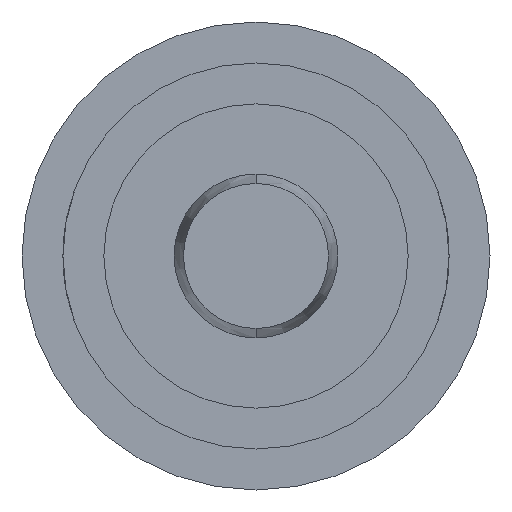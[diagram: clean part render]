
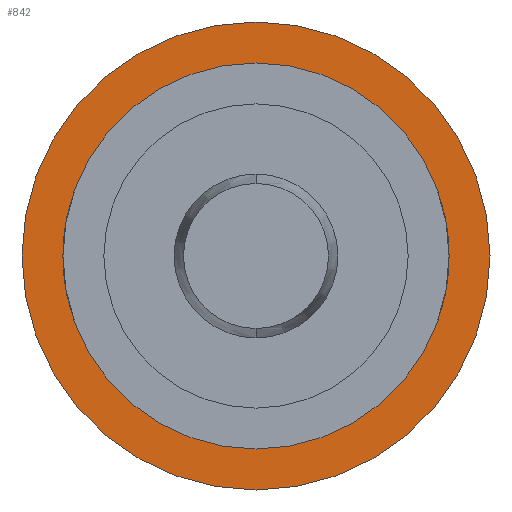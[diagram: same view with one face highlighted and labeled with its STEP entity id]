
A CAD part, front view. The second image highlights one B-rep face of the part: STEP entity #842.
In plain terms, the highlighted planar face has unit normal (0, -1, 0).
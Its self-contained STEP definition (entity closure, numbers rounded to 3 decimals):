
#67 = EDGE_CURVE ( 'Defeature ausgef�hrt4_7+Defeature ausgef�hrt4_6+Defeature ausgef�hrt4_6+Defeature ausgef�hrt4_6', #848, #2522, #2516, .T. ) ;
#165 = ORIENTED_EDGE ( 'NONE', *, *, #3289, .T. ) ;
#296 = EDGE_LOOP ( 'NONE', ( #165, #845 ) ) ;
#322 = DIRECTION ( 'NONE',  ( 0., 1., 0. ) ) ;
#327 = CARTESIAN_POINT ( 'NONE',  ( 0., 28., 0. ) ) ;
#350 = AXIS2_PLACEMENT_3D ( 'NONE', #327, #2362, #2663 ) ;
#426 = FACE_OUTER_BOUND ( 'NONE', #925, .T. ) ;
#432 = ORIENTED_EDGE ( 'NONE', *, *, #1730, .F. ) ;
#576 = PLANE ( 'NONE',  #3280 ) ;
#842 = ADVANCED_FACE ( 'Defeature ausgef�hrt4_6', ( #426, #1249 ), #576, .F. ) ;
#845 = ORIENTED_EDGE ( 'NONE', *, *, #2138, .T. ) ;
#848 = VERTEX_POINT ( 'NONE', #1441 ) ;
#925 = EDGE_LOOP ( 'NONE', ( #3295, #432 ) ) ;
#954 = VERTEX_POINT ( 'NONE', #3222 ) ;
#1040 = CARTESIAN_POINT ( 'NONE',  ( 0., 28., -0.825 ) ) ;
#1249 = FACE_BOUND ( 'NONE', #296, .T. ) ;
#1329 = CIRCLE ( 'NONE', #3598, 0.825 ) ;
#1441 = CARTESIAN_POINT ( 'NONE',  ( 0., 28., 1. ) ) ;
#1730 = EDGE_CURVE ( 'Defeature ausgef�hrt4_7+Defeature ausgef�hrt4_6+Defeature ausgef�hrt4_6+Defeature ausgef�hrt4_6', #2522, #848, #2655, .T. ) ;
#1755 = DIRECTION ( 'NONE',  ( 0., 0., 1. ) ) ;
#1810 = CARTESIAN_POINT ( 'NONE',  ( 0., 28., 0. ) ) ;
#2005 = AXIS2_PLACEMENT_3D ( 'NONE', #1810, #322, #3279 ) ;
#2045 = DIRECTION ( 'NONE',  ( 0., 0., 1. ) ) ;
#2138 = EDGE_CURVE ( 'Defeature ausgef�hrt4_6+Defeature ausgef�hrt4_0+Defeature ausgef�hrt4_0+Defeature ausgef�hrt4_0', #954, #2303, #2824, .T. ) ;
#2172 = AXIS2_PLACEMENT_3D ( 'NONE', #2569, #2860, #2276 ) ;
#2276 = DIRECTION ( 'NONE',  ( 0., 0., 1. ) ) ;
#2295 = CARTESIAN_POINT ( 'NONE',  ( 0.825, 28., 0. ) ) ;
#2303 = VERTEX_POINT ( 'NONE', #1040 ) ;
#2362 = DIRECTION ( 'NONE',  ( 0., 1., 0. ) ) ;
#2516 = CIRCLE ( 'NONE', #2172, 1. ) ;
#2522 = VERTEX_POINT ( 'NONE', #2969 ) ;
#2569 = CARTESIAN_POINT ( 'NONE',  ( 0., 28., 0. ) ) ;
#2655 = CIRCLE ( 'NONE', #2005, 1. ) ;
#2663 = DIRECTION ( 'NONE',  ( 0., 0., 1. ) ) ;
#2824 = CIRCLE ( 'NONE', #350, 0.825 ) ;
#2860 = DIRECTION ( 'NONE',  ( 0., 1., 0. ) ) ;
#2969 = CARTESIAN_POINT ( 'NONE',  ( 0., 28., -1. ) ) ;
#3222 = CARTESIAN_POINT ( 'NONE',  ( 0., 28., 0.825 ) ) ;
#3224 = CARTESIAN_POINT ( 'NONE',  ( 0., 28., 0. ) ) ;
#3279 = DIRECTION ( 'NONE',  ( 0., 0., 1. ) ) ;
#3280 = AXIS2_PLACEMENT_3D ( 'NONE', #2295, #3766, #1755 ) ;
#3289 = EDGE_CURVE ( 'Defeature ausgef�hrt4_6+Defeature ausgef�hrt4_0+Defeature ausgef�hrt4_0+Defeature ausgef�hrt4_0', #2303, #954, #1329, .T. ) ;
#3295 = ORIENTED_EDGE ( 'NONE', *, *, #67, .F. ) ;
#3532 = DIRECTION ( 'NONE',  ( 0., 1., 0. ) ) ;
#3598 = AXIS2_PLACEMENT_3D ( 'NONE', #3224, #3532, #2045 ) ;
#3766 = DIRECTION ( 'NONE',  ( 0., 1., 0. ) ) ;
